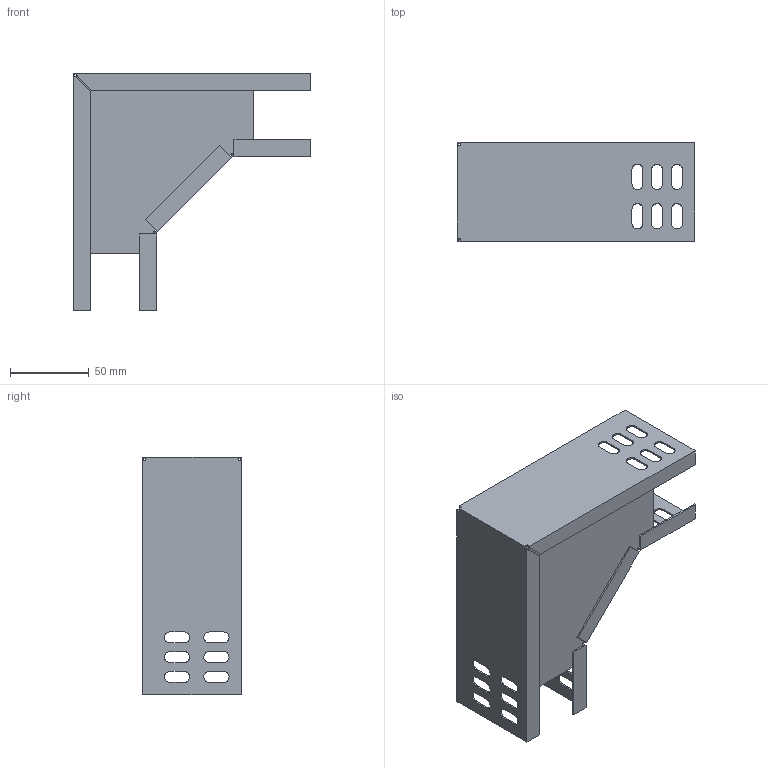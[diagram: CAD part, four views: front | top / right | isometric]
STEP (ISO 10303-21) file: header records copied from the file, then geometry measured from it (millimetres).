
FILE_DESCRIPTION (( 'STEP AP214' ), '1' );
FILE_NAME ('7124438.STP', '2020-01-08T14:07:05', ( '' ), ( '' ), 'SwSTEP 2.0', 'SolidWorks 2018', '' );
FILE_SCHEMA (( 'AUTOMOTIVE_DESIGN' ));
Length unit declared in the file: millimetre
Products named in the file (4): 121401_H=60; 7124438; 001239_Standard; 121402_H=60
Assembly tree (3 placements, depth 2):
  7124438
    001239_Standard
    121402_H=60
    121401_H=60
Bounding box: 151.03 x 63 x 151.03 mm (x, y, z)
Volume: 50941.3 mm3; surface area: 95017.8 mm2
Topology: 3 solids, 3 shells, 223 faces, 655 edges, 438 vertices
Faces by surface type: plane 171, cylinder 48, bspline 4
Entity records: 7651 total; most frequent: CARTESIAN_POINT 1418, ORIENTED_EDGE 1310, DIRECTION 1181, EDGE_CURVE 655, VECTOR 539, LINE 539, VERTEX_POINT 438, AXIS2_PLACEMENT_3D 321
